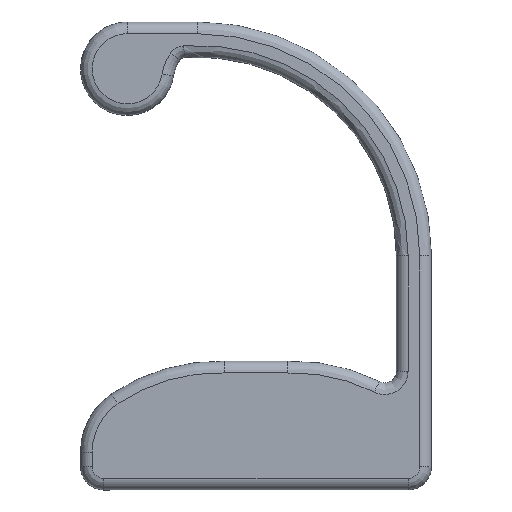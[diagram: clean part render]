
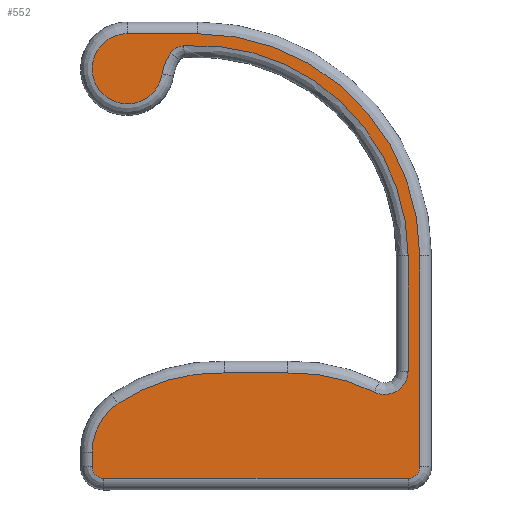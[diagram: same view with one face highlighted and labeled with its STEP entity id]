
A CAD part, top view. The second image highlights one B-rep face of the part: STEP entity #552.
In plain terms, the highlighted planar face has unit normal (0, 0, 1).
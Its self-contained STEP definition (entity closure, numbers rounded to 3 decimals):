
#278=CARTESIAN_POINT('',(13.731,5.498,3.0));
#279=VERTEX_POINT('',#278);
#290=CARTESIAN_POINT('',(21.103,3.867,3.0));
#291=VERTEX_POINT('',#290);
#292=CARTESIAN_POINT('',(14.19,-9.905,3.0));
#293=DIRECTION('',(0.0,0.0,1.0));
#294=DIRECTION('',(1.0,0.0,0.0));
#295=AXIS2_PLACEMENT_3D('',#292,#293,#294);
#296=CIRCLE('',#295,15.41);
#297=EDGE_CURVE('',#291,#279,#296,.T.);
#316=CARTESIAN_POINT('',(8.269,5.498,3.0));
#317=VERTEX_POINT('',#316);
#328=CARTESIAN_POINT('',(13.731,5.498,3.0));
#329=DIRECTION('',(-1.0,0.0,0.0));
#330=VECTOR('',#329,5.462);
#331=LINE('',#328,#330);
#332=EDGE_CURVE('',#279,#317,#331,.T.);
#403=CARTESIAN_POINT('',(-0.791,2.881,3.0));
#404=VERTEX_POINT('',#403);
#412=CARTESIAN_POINT('',(7.81,-9.905,3.0));
#413=DIRECTION('',(0.0,0.0,1.0));
#414=DIRECTION('',(1.0,0.0,0.0));
#415=AXIS2_PLACEMENT_3D('',#412,#413,#414);
#416=CIRCLE('',#415,15.41);
#417=EDGE_CURVE('',#317,#404,#416,.T.);
#423=CARTESIAN_POINT('',(-7.,-8.502,3.0));
#424=DIRECTION('',(0.0,0.0,1.0));
#425=DIRECTION('',(1.0,0.0,0.0));
#426=AXIS2_PLACEMENT_3D('',#423,#424,#425);
#427=PLANE('',#426);
#428=ORIENTED_EDGE('',*,*,#417,.T.);
#429=CARTESIAN_POINT('',(-3.,-1.267,3.0));
#430=VERTEX_POINT('',#429);
#431=CARTESIAN_POINT('',(2.,-1.267,3.0));
#432=DIRECTION('',(0.0,0.0,1.0));
#433=DIRECTION('',(1.0,0.0,0.0));
#434=AXIS2_PLACEMENT_3D('',#431,#432,#433);
#435=CIRCLE('',#434,5.);
#436=EDGE_CURVE('',#404,#430,#435,.T.);
#437=ORIENTED_EDGE('',*,*,#436,.T.);
#438=CARTESIAN_POINT('',(-3.,-2.502,3.0));
#439=VERTEX_POINT('',#438);
#440=CARTESIAN_POINT('',(-3.,-1.267,3.0));
#441=DIRECTION('',(0.,-1.,0.0));
#442=VECTOR('',#441,1.235);
#443=LINE('',#440,#442);
#444=EDGE_CURVE('',#430,#439,#443,.T.);
#445=ORIENTED_EDGE('',*,*,#444,.T.);
#446=CARTESIAN_POINT('',(-2.,-3.502,3.0));
#447=VERTEX_POINT('',#446);
#448=CARTESIAN_POINT('',(-2.,-2.502,3.0));
#449=DIRECTION('',(0.0,0.0,1.0));
#450=DIRECTION('',(1.0,0.0,0.0));
#451=AXIS2_PLACEMENT_3D('',#448,#449,#450);
#452=CIRCLE('',#451,1.);
#453=EDGE_CURVE('',#439,#447,#452,.T.);
#454=ORIENTED_EDGE('',*,*,#453,.T.);
#455=CARTESIAN_POINT('',(24.,-3.502,3.0));
#456=VERTEX_POINT('',#455);
#457=CARTESIAN_POINT('',(-2.,-3.502,3.0));
#458=DIRECTION('',(1.0,0.0,0.0));
#459=VECTOR('',#458,26.);
#460=LINE('',#457,#459);
#461=EDGE_CURVE('',#447,#456,#460,.T.);
#462=ORIENTED_EDGE('',*,*,#461,.T.);
#463=CARTESIAN_POINT('',(25.,-2.502,3.0));
#464=VERTEX_POINT('',#463);
#465=CARTESIAN_POINT('',(24.,-2.502,3.0));
#466=DIRECTION('',(0.0,0.0,1.0));
#467=DIRECTION('',(1.0,0.0,0.0));
#468=AXIS2_PLACEMENT_3D('',#465,#466,#467);
#469=CIRCLE('',#468,1.);
#470=EDGE_CURVE('',#456,#464,#469,.T.);
#471=ORIENTED_EDGE('',*,*,#470,.T.);
#472=CARTESIAN_POINT('',(25.,15.498,3.0));
#473=VERTEX_POINT('',#472);
#474=CARTESIAN_POINT('',(25.,-2.502,3.0));
#475=DIRECTION('',(0.0,1.0,0.0));
#476=VECTOR('',#475,18.);
#477=LINE('',#474,#476);
#478=EDGE_CURVE('',#464,#473,#477,.T.);
#479=ORIENTED_EDGE('',*,*,#478,.T.);
#480=CARTESIAN_POINT('',(6.,34.498,3.0));
#481=VERTEX_POINT('',#480);
#482=CARTESIAN_POINT('',(6.,15.498,3.0));
#483=DIRECTION('',(0.0,0.0,1.0));
#484=DIRECTION('',(1.0,0.0,0.0));
#485=AXIS2_PLACEMENT_3D('',#482,#483,#484);
#486=CIRCLE('',#485,19.);
#487=EDGE_CURVE('',#473,#481,#486,.T.);
#488=ORIENTED_EDGE('',*,*,#487,.T.);
#489=CARTESIAN_POINT('',(0.,34.498,3.0));
#490=VERTEX_POINT('',#489);
#491=CARTESIAN_POINT('',(6.,34.498,3.0));
#492=DIRECTION('',(-1.0,0.0,0.0));
#493=VECTOR('',#492,6.);
#494=LINE('',#491,#493);
#495=EDGE_CURVE('',#481,#490,#494,.T.);
#496=ORIENTED_EDGE('',*,*,#495,.T.);
#497=CARTESIAN_POINT('',(2.967,31.057,3.0));
#498=VERTEX_POINT('',#497);
#499=CARTESIAN_POINT('',(0.0,31.498,3.0));
#500=DIRECTION('',(0.0,0.0,1.0));
#501=DIRECTION('',(1.0,0.0,0.0));
#502=AXIS2_PLACEMENT_3D('',#499,#500,#501);
#503=CIRCLE('',#502,3.);
#504=EDGE_CURVE('',#490,#498,#503,.T.);
#505=ORIENTED_EDGE('',*,*,#504,.T.);
#506=CARTESIAN_POINT('',(3.716,32.858,3.0));
#507=VERTEX_POINT('',#506);
#508=CARTESIAN_POINT('',(6.924,30.469,3.0));
#509=DIRECTION('',(0.0,0.0,-1.0));
#510=DIRECTION('',(1.0,0.0,0.0));
#511=AXIS2_PLACEMENT_3D('',#508,#509,#510);
#512=CIRCLE('',#511,4.);
#513=EDGE_CURVE('',#498,#507,#512,.T.);
#514=ORIENTED_EDGE('',*,*,#513,.T.);
#515=CARTESIAN_POINT('',(4.821,33.459,3.0));
#516=VERTEX_POINT('',#515);
#517=CARTESIAN_POINT('',(4.919,31.962,3.0));
#518=DIRECTION('',(0.0,0.0,-1.0));
#519=DIRECTION('',(1.0,0.0,0.0));
#520=AXIS2_PLACEMENT_3D('',#517,#518,#519);
#521=CIRCLE('',#520,1.5);
#522=EDGE_CURVE('',#507,#516,#521,.T.);
#523=ORIENTED_EDGE('',*,*,#522,.T.);
#524=CARTESIAN_POINT('',(24.,15.498,3.0));
#525=VERTEX_POINT('',#524);
#526=CARTESIAN_POINT('',(6.,15.498,3.0));
#527=DIRECTION('',(0.0,0.0,-1.0));
#528=DIRECTION('',(1.0,0.0,0.0));
#529=AXIS2_PLACEMENT_3D('',#526,#527,#528);
#530=CIRCLE('',#529,18.);
#531=EDGE_CURVE('',#516,#525,#530,.T.);
#532=ORIENTED_EDGE('',*,*,#531,.T.);
#533=CARTESIAN_POINT('',(24.,5.655,3.0));
#534=VERTEX_POINT('',#533);
#535=CARTESIAN_POINT('',(24.,15.498,3.0));
#536=DIRECTION('',(0.0,-1.0,0.0));
#537=VECTOR('',#536,9.843);
#538=LINE('',#535,#537);
#539=EDGE_CURVE('',#525,#534,#538,.T.);
#540=ORIENTED_EDGE('',*,*,#539,.T.);
#541=CARTESIAN_POINT('',(22.,5.655,3.0));
#542=DIRECTION('',(0.0,0.0,-1.0));
#543=DIRECTION('',(1.0,0.0,0.0));
#544=AXIS2_PLACEMENT_3D('',#541,#542,#543);
#545=CIRCLE('',#544,2.0);
#546=EDGE_CURVE('',#534,#291,#545,.T.);
#547=ORIENTED_EDGE('',*,*,#546,.T.);
#548=ORIENTED_EDGE('',*,*,#297,.T.);
#549=ORIENTED_EDGE('',*,*,#332,.T.);
#550=EDGE_LOOP('',(#428,#437,#445,#454,#462,#471,#479,#488,#496,#505,#514,#523,#532,#540,#547,#548,#549));
#551=FACE_OUTER_BOUND('',#550,.T.);
#552=ADVANCED_FACE('',(#551),#427,.T.);
